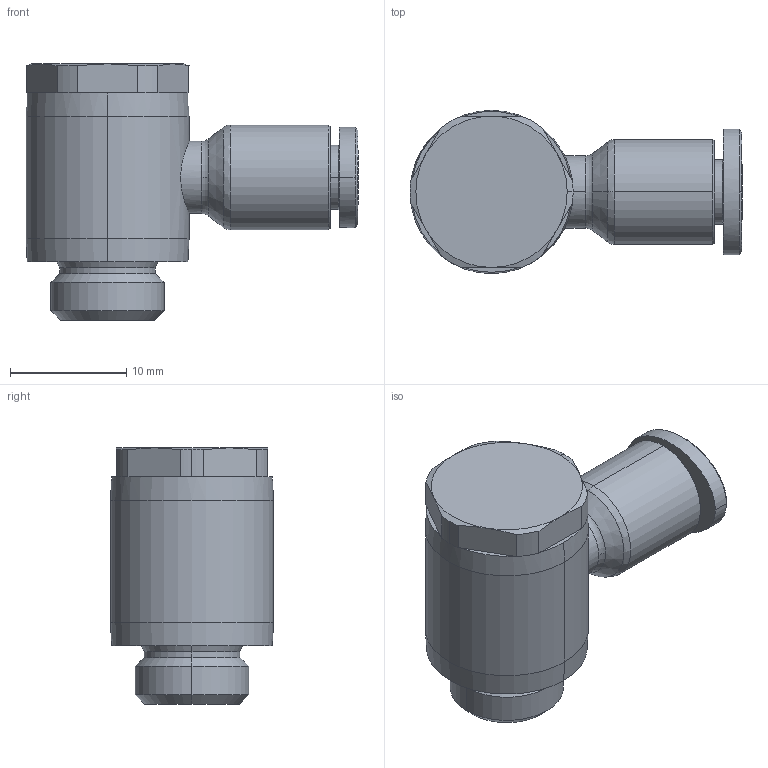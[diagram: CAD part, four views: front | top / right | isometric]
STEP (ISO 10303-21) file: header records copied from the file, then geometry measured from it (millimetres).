
FILE_DESCRIPTION (( 'STEP AP214' ), '1' );
FILE_NAME ('PH04-G01.stp', '2015-08-26T08:17:28', ( '' ), ( '' ), 'SwSTEP 2.0', 'SolidWorks 2015', '' );
FILE_SCHEMA (( 'AUTOMOTIVE_DESIGN' ));
Length unit declared in the file: millimetre
Products named in the file (2): ｦ+ﾃｦ1; PH04-G01
Assembly tree (1 placements, depth 2):
  PH04-G01
    ｦ+ﾃｦ1
Bounding box: 28.5 x 14 x 22 mm (x, y, z)
Volume: 3016 mm3; surface area: 3261.6 mm2
Topology: 1 solids, 1 shells, 455 faces, 1252 edges, 819 vertices
Faces by surface type: plane 353, cone 35, cylinder 33, bspline 32, torus 2
Entity records: 15919 total; most frequent: CARTESIAN_POINT 3741, ORIENTED_EDGE 2500, DIRECTION 2140, EDGE_CURVE 1250, LINE 1038, VECTOR 1038, VERTEX_POINT 819, AXIS2_PLACEMENT_3D 551
